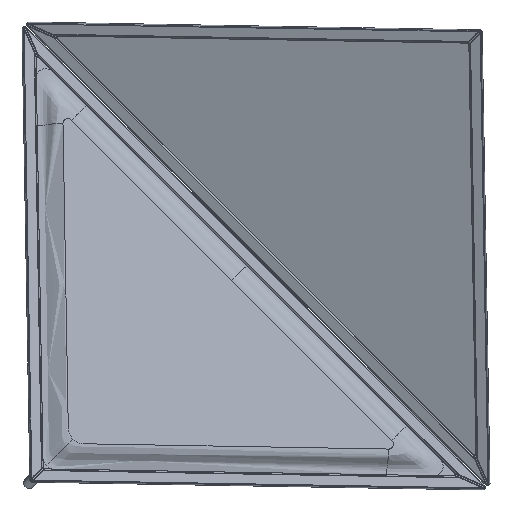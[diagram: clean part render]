
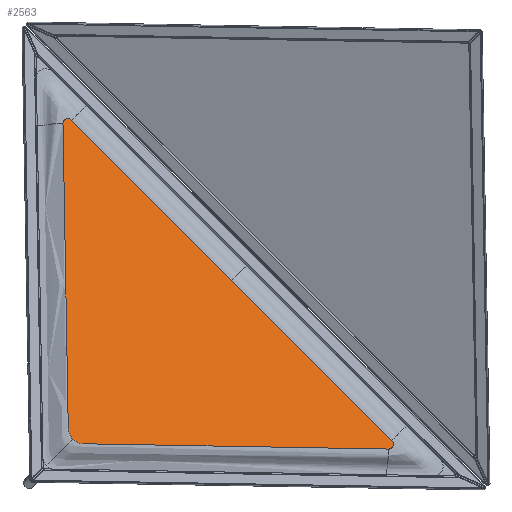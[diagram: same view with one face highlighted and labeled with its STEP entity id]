
A CAD part, front view. The second image highlights one B-rep face of the part: STEP entity #2563.
In plain terms, the highlighted planar face has unit normal (0.183, -0.966, 0.183).
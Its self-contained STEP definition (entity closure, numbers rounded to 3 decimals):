
#2563=ADVANCED_FACE('',(#4768),#35210,.T.);
#4768=FACE_OUTER_BOUND('',#6997,.T.);
#6997=EDGE_LOOP('',(#16460,#16461,#16462,#16463,#16464,#16465,#16466,#16467));
#16460=ORIENTED_EDGE('',*,*,#23064,.T.);
#16461=ORIENTED_EDGE('',*,*,#23065,.F.);
#16462=ORIENTED_EDGE('',*,*,#23066,.F.);
#16463=ORIENTED_EDGE('',*,*,#23067,.F.);
#16464=ORIENTED_EDGE('',*,*,#23039,.T.);
#16465=ORIENTED_EDGE('',*,*,#23124,.T.);
#16466=ORIENTED_EDGE('',*,*,#23068,.T.);
#16467=ORIENTED_EDGE('',*,*,#23069,.T.);
#23039=EDGE_CURVE('',#32639,#32636,#29245,.T.);
#23064=EDGE_CURVE('',#32675,#32645,#29268,.T.);
#23065=EDGE_CURVE('',#32644,#32645,#29269,.T.);
#23066=EDGE_CURVE('',#32643,#32644,#29270,.T.);
#23067=EDGE_CURVE('',#32639,#32643,#29271,.T.);
#23068=EDGE_CURVE('',#32676,#32677,#29272,.T.);
#23069=EDGE_CURVE('',#32677,#32675,#29273,.T.);
#23124=EDGE_CURVE('',#32636,#32676,#29328,.T.);
#29245=B_SPLINE_CURVE_WITH_KNOTS('',1,(#101010,#101011),.UNSPECIFIED.,.F.,
 .F.,(2,2),(-440.855,0.),.UNSPECIFIED.);
#29268=B_SPLINE_CURVE_WITH_KNOTS('',3,(#101471,#101472,#101473,#101474,
#101475,#101476,#101477,#101478,#101479,#101480,#101481,#101482,#101483,
#101484,#101485),.UNSPECIFIED.,.F.,.F.,(4,3,2,2,2,2,4),(0.,0.,
2.956,4.434,5.912,11.824,23.648),
 .UNSPECIFIED.);
#29269=B_SPLINE_CURVE_WITH_KNOTS('',3,(#101486,#101487,#101488,#101489,
#101490,#101491,#101492,#101493,#101494,#101495,#101496,#101497),
 .UNSPECIFIED.,.F.,.F.,(4,2,2,2,2,4),(-23.648,-20.692,
-19.214,-17.736,-11.824,0.),.UNSPECIFIED.);
#29270=B_SPLINE_CURVE_WITH_KNOTS('',3,(#101498,#101499,#101500,#101501),
 .UNSPECIFIED.,.F.,.F.,(4,4),(-603.449,0.),.UNSPECIFIED.);
#29271=B_SPLINE_CURVE_WITH_KNOTS('',3,(#101502,#101503,#101504,#101505,
#101506,#101507,#101508,#101509,#101510,#101511),.UNSPECIFIED.,.F.,.F.,
(4,2,2,2,4),(-23.9,-17.925,-11.95,-5.975,
0.),.UNSPECIFIED.);
#29272=B_SPLINE_CURVE_WITH_KNOTS('',3,(#101512,#101513,#101514,#101515,
#101516,#101517,#101518,#101519,#101520,#101521),.UNSPECIFIED.,.F.,.F.,
(4,2,2,2,4),(0.,5.975,11.95,17.925,23.9),
 .UNSPECIFIED.);
#29273=B_SPLINE_CURVE_WITH_KNOTS('',3,(#101522,#101523,#101524,#101525),
 .UNSPECIFIED.,.F.,.F.,(4,4),(0.,603.449),.UNSPECIFIED.);
#29328=B_SPLINE_CURVE_WITH_KNOTS('',1,(#101787,#101788),.UNSPECIFIED.,.F.,
 .F.,(2,2),(0.,1.),.UNSPECIFIED.);
#32636=VERTEX_POINT('',#100345);
#32639=VERTEX_POINT('',#100348);
#32643=VERTEX_POINT('',#100352);
#32644=VERTEX_POINT('',#100353);
#32645=VERTEX_POINT('',#100354);
#32675=VERTEX_POINT('',#100384);
#32676=VERTEX_POINT('',#100385);
#32677=VERTEX_POINT('',#100386);
#35210=PLANE('',#36699);
#36699=AXIS2_PLACEMENT_3D('',#97616,#38440,$);
#38440=DIRECTION('',(0.183,-0.966,0.183));
#97616=CARTESIAN_POINT('',(789.282,951.253,-11.322));
#100345=CARTESIAN_POINT('',(405.656,957.563,405.611));
#100348=CARTESIAN_POINT('',(717.381,957.563,93.886));
#100352=CARTESIAN_POINT('',(710.721,953.145,77.227));
#100353=CARTESIAN_POINT('',(117.553,842.706,87.509));
#100354=CARTESIAN_POINT('',(96.552,840.432,96.506));
#100384=CARTESIAN_POINT('',(87.554,842.706,117.508));
#100385=CARTESIAN_POINT('',(93.932,957.563,717.335));
#100386=CARTESIAN_POINT('',(77.272,953.145,710.675));
#101010=CARTESIAN_POINT('',(717.381,957.563,93.886));
#101011=CARTESIAN_POINT('',(405.656,957.563,405.611));
#101471=CARTESIAN_POINT('',(87.554,842.706,117.508));
#101472=CARTESIAN_POINT('',(87.554,842.706,117.507));
#101473=CARTESIAN_POINT('',(87.554,842.706,117.507));
#101474=CARTESIAN_POINT('',(87.554,842.706,117.507));
#101475=CARTESIAN_POINT('',(87.58,842.508,116.435));
#101476=CARTESIAN_POINT('',(87.643,842.337,115.47));
#101477=CARTESIAN_POINT('',(87.793,842.122,114.183));
#101478=CARTESIAN_POINT('',(87.866,842.037,113.66));
#101479=CARTESIAN_POINT('',(88.025,841.886,112.704));
#101480=CARTESIAN_POINT('',(88.117,841.812,112.225));
#101481=CARTESIAN_POINT('',(88.637,841.456,109.827));
#101482=CARTESIAN_POINT('',(89.226,841.219,107.982));
#101483=CARTESIAN_POINT('',(91.534,840.634,102.587));
#101484=CARTESIAN_POINT('',(93.77,840.432,99.289));
#101485=CARTESIAN_POINT('',(96.552,840.432,96.506));
#101486=CARTESIAN_POINT('',(117.553,842.706,87.509));
#101487=CARTESIAN_POINT('',(116.48,842.508,87.535));
#101488=CARTESIAN_POINT('',(115.515,842.337,87.597));
#101489=CARTESIAN_POINT('',(114.229,842.122,87.747));
#101490=CARTESIAN_POINT('',(113.706,842.037,87.82));
#101491=CARTESIAN_POINT('',(112.749,841.886,87.98));
#101492=CARTESIAN_POINT('',(112.27,841.812,88.072));
#101493=CARTESIAN_POINT('',(109.873,841.456,88.591));
#101494=CARTESIAN_POINT('',(108.028,841.219,89.181));
#101495=CARTESIAN_POINT('',(102.632,840.634,91.489));
#101496=CARTESIAN_POINT('',(99.335,840.432,93.724));
#101497=CARTESIAN_POINT('',(96.552,840.432,96.506));
#101498=CARTESIAN_POINT('',(710.721,953.145,77.227));
#101499=CARTESIAN_POINT('',(512.998,916.332,80.654));
#101500=CARTESIAN_POINT('',(315.276,879.519,84.081));
#101501=CARTESIAN_POINT('',(117.553,842.706,87.509));
#101502=CARTESIAN_POINT('',(717.381,957.563,93.886));
#101503=CARTESIAN_POINT('',(718.771,957.563,92.496));
#101504=CARTESIAN_POINT('',(719.748,957.41,90.708));
#101505=CARTESIAN_POINT('',(720.568,956.845,86.905));
#101506=CARTESIAN_POINT('',(720.405,956.436,84.91));
#101507=CARTESIAN_POINT('',(718.989,955.496,81.365));
#101508=CARTESIAN_POINT('',(717.741,954.969,79.834));
#101509=CARTESIAN_POINT('',(714.565,953.971,77.743));
#101510=CARTESIAN_POINT('',(712.655,953.505,77.193));
#101511=CARTESIAN_POINT('',(710.721,953.145,77.227));
#101512=CARTESIAN_POINT('',(93.932,957.563,717.335));
#101513=CARTESIAN_POINT('',(92.542,957.563,718.726));
#101514=CARTESIAN_POINT('',(90.754,957.41,719.703));
#101515=CARTESIAN_POINT('',(86.951,956.845,720.522));
#101516=CARTESIAN_POINT('',(84.955,956.436,720.36));
#101517=CARTESIAN_POINT('',(81.41,955.496,718.943));
#101518=CARTESIAN_POINT('',(79.88,954.969,717.696));
#101519=CARTESIAN_POINT('',(77.788,953.971,714.52));
#101520=CARTESIAN_POINT('',(77.239,953.505,712.61));
#101521=CARTESIAN_POINT('',(77.272,953.145,710.675));
#101522=CARTESIAN_POINT('',(77.272,953.145,710.675));
#101523=CARTESIAN_POINT('',(80.699,916.332,512.953));
#101524=CARTESIAN_POINT('',(84.127,879.519,315.23));
#101525=CARTESIAN_POINT('',(87.554,842.706,117.508));
#101787=CARTESIAN_POINT('',(405.656,957.563,405.611));
#101788=CARTESIAN_POINT('',(93.932,957.563,717.335));
